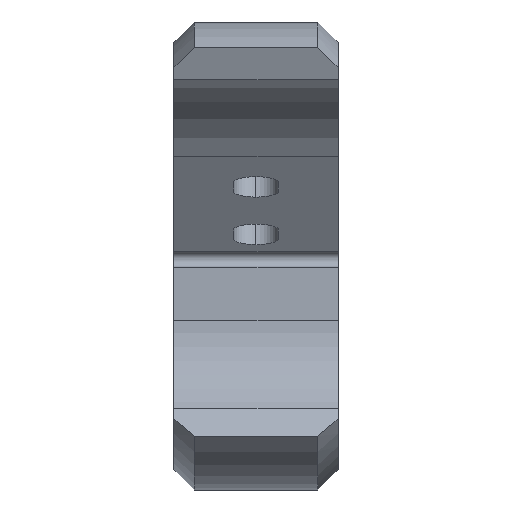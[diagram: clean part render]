
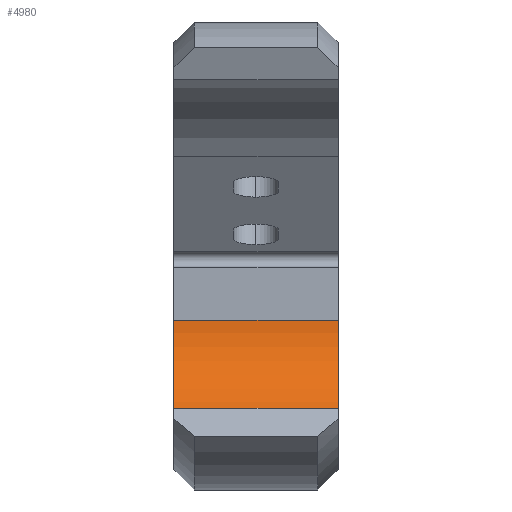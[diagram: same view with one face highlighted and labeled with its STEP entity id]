
A CAD part, left-side view. The second image highlights one B-rep face of the part: STEP entity #4980.
In plain terms, the highlighted free-form (B-spline) face has degree [3, 1] with [4, 2] control points.
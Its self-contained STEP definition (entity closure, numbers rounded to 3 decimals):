
#176 = CARTESIAN_POINT ( 'NONE',  ( -115.054, -5., -13.006 ) ) ;
#387 = VERTEX_POINT ( 'NONE', #2586 ) ;
#492 =( BOUNDED_CURVE ( )  B_SPLINE_CURVE ( 3, ( #4761, #1095, #4273, #176 ),
 .UNSPECIFIED., .F., .T. ) 
 B_SPLINE_CURVE_WITH_KNOTS ( ( 4, 4 ),
 ( 0., 2.304 ),
 .UNSPECIFIED. ) 
 CURVE ( )  GEOMETRIC_REPRESENTATION_ITEM ( )  RATIONAL_B_SPLINE_CURVE ( ( 1., 0.605, 0.605, 1. ) ) 
 REPRESENTATION_ITEM ( '' )  );
#712 = VERTEX_POINT ( 'NONE', #2130 ) ;
#778 = CARTESIAN_POINT ( 'NONE',  ( -77.5, -5., -17.63 ) ) ;
#851 = VECTOR ( 'NONE', #5785, 1000. ) ;
#1095 = CARTESIAN_POINT ( 'NONE',  ( -77.5, -5., -17.63 ) ) ;
#1197 = FACE_OUTER_BOUND ( 'NONE', #4809, .T. ) ;
#1203 = LINE ( 'NONE', #3893, #851 ) ;
#1519 = EDGE_CURVE ( 'NONE', #2118, #387, #5839, .T. ) ;
#1663 = CARTESIAN_POINT ( 'NONE',  ( -77.5, 19.142, 0. ) ) ;
#1926 = CARTESIAN_POINT ( 'NONE',  ( -77.5, -5., 0. ) ) ;
#2001 = EDGE_CURVE ( 'NONE', #2364, #712, #492, .T. ) ;
#2050 = CARTESIAN_POINT ( 'NONE',  ( -77.5, 19.142, -17.63 ) ) ;
#2118 = VERTEX_POINT ( 'NONE', #1663 ) ;
#2130 = CARTESIAN_POINT ( 'NONE',  ( -115.054, -5., -13.006 ) ) ;
#2364 = VERTEX_POINT ( 'NONE', #1926 ) ;
#2436 = CARTESIAN_POINT ( 'NONE',  ( -77.5, 19.142, 0. ) ) ;
#2586 = CARTESIAN_POINT ( 'NONE',  ( -115.054, 19.142, -13.006 ) ) ;
#2732 = LINE ( 'NONE', #4117, #5139 ) ;
#2966 = ORIENTED_EDGE ( 'NONE', *, *, #1519, .T. ) ;
#3249 = ORIENTED_EDGE ( 'NONE', *, *, #4053, .F. ) ;
#3363 = CARTESIAN_POINT ( 'NONE',  ( -115.054, 19.142, -13.006 ) ) ;
#3496 = CARTESIAN_POINT ( 'NONE',  ( -77.5, -5., 0. ) ) ;
#3553 = CARTESIAN_POINT ( 'NONE',  ( -98.208, 19.142, -24.802 ) ) ;
#3726 =( BOUNDED_SURFACE ( )  B_SPLINE_SURFACE ( 3, 1, ( 
 ( #3496, #4062 ),
 ( #778, #5413 ),
 ( #3971, #3553 ),
 ( #5780, #5445 ) ),
 .UNSPECIFIED., .F., .F., .F. ) 
 B_SPLINE_SURFACE_WITH_KNOTS ( ( 4, 4 ),
 ( 2, 2 ),
 ( 0., 1. ),
 ( 0., 1. ),
 .UNSPECIFIED. ) 
 GEOMETRIC_REPRESENTATION_ITEM ( )  RATIONAL_B_SPLINE_SURFACE ( (
 ( 1., 1.),
 ( 0.605, 0.605),
 ( 0.605, 0.605),
 ( 1., 1.) ) ) 
 REPRESENTATION_ITEM ( '' )  SURFACE ( )  );
#3780 = CARTESIAN_POINT ( 'NONE',  ( -98.208, 19.142, -24.802 ) ) ;
#3846 = ORIENTED_EDGE ( 'NONE', *, *, #2001, .F. ) ;
#3893 = CARTESIAN_POINT ( 'NONE',  ( -77.5, -5., 0. ) ) ;
#3971 = CARTESIAN_POINT ( 'NONE',  ( -98.208, -5., -24.802 ) ) ;
#4053 = EDGE_CURVE ( 'NONE', #712, #387, #2732, .T. ) ;
#4062 = CARTESIAN_POINT ( 'NONE',  ( -77.5, 19.142, 0. ) ) ;
#4117 = CARTESIAN_POINT ( 'NONE',  ( -115.054, -5., -13.006 ) ) ;
#4273 = CARTESIAN_POINT ( 'NONE',  ( -98.208, -5., -24.802 ) ) ;
#4424 = ORIENTED_EDGE ( 'NONE', *, *, #5443, .T. ) ;
#4761 = CARTESIAN_POINT ( 'NONE',  ( -77.5, -5., 0. ) ) ;
#4809 = EDGE_LOOP ( 'NONE', ( #2966, #3249, #3846, #4424 ) ) ;
#4980 = ADVANCED_FACE ( 'NONE', ( #1197 ), #3726, .F. ) ;
#5139 = VECTOR ( 'NONE', #5437, 1000. ) ;
#5413 = CARTESIAN_POINT ( 'NONE',  ( -77.5, 19.142, -17.63 ) ) ;
#5437 = DIRECTION ( 'NONE',  ( 0., 1., 0. ) ) ;
#5443 = EDGE_CURVE ( 'NONE', #2364, #2118, #1203, .T. ) ;
#5445 = CARTESIAN_POINT ( 'NONE',  ( -115.054, 19.142, -13.006 ) ) ;
#5780 = CARTESIAN_POINT ( 'NONE',  ( -115.054, -5., -13.006 ) ) ;
#5785 = DIRECTION ( 'NONE',  ( 0., 1., 0. ) ) ;
#5839 =( BOUNDED_CURVE ( )  B_SPLINE_CURVE ( 3, ( #2436, #2050, #3780, #3363 ),
 .UNSPECIFIED., .F., .F. ) 
 B_SPLINE_CURVE_WITH_KNOTS ( ( 4, 4 ),
 ( 0., 2.304 ),
 .UNSPECIFIED. ) 
 CURVE ( )  GEOMETRIC_REPRESENTATION_ITEM ( )  RATIONAL_B_SPLINE_CURVE ( ( 1., 0.605, 0.605, 1. ) ) 
 REPRESENTATION_ITEM ( '' )  );
